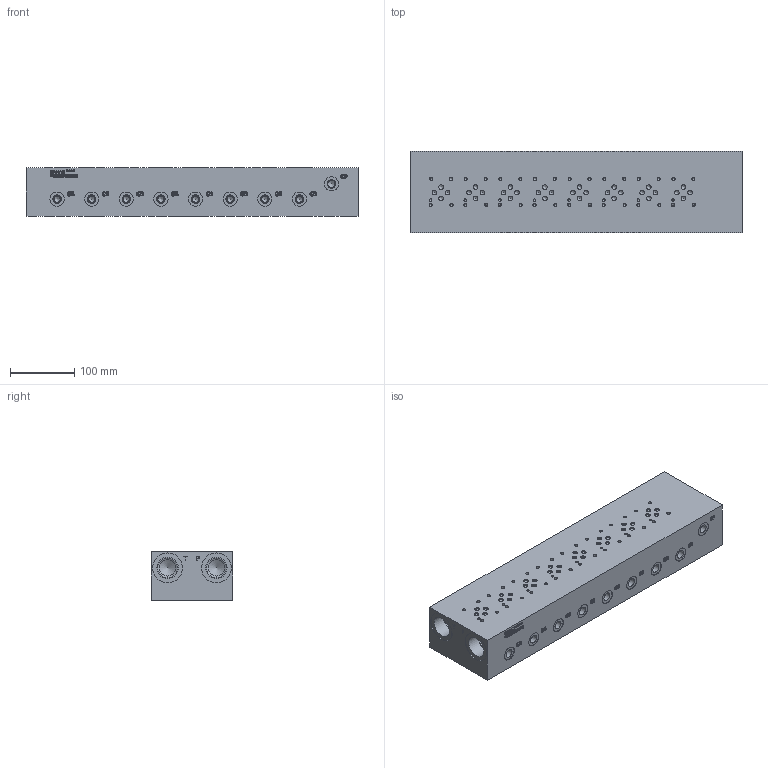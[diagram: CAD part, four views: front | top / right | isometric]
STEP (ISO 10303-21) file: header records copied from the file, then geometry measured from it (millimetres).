
FILE_DESCRIPTION(/* description */ (''),/* implementation_level */ '2;1');
FILE_NAME(/* name */ '_D03HPB082B.stp',/* time_stamp */ '2021-01-28T08:57:39-05:00',/* author */ ('devonn'),/* organization */ (''),/* preprocessor_version */ 'ST-DEVELOPER v17',/* originating_system */ 'Autodesk Inventor 2019',/* authorisation */ '');
FILE_SCHEMA (('AUTOMOTIVE_DESIGN { 1 0 10303 214 3 1 1 }'));
Products named in the file (1): Part_AD03HPB082B_3D
Bounding box: 517.52 x 127 x 76.2 mm (x, y, z)
Volume: 4489552.9 mm3; surface area: 318452.5 mm2
Topology: 1 solids, 1 shells, 2022 faces, 5565 edges, 3802 vertices
Faces by surface type: plane 979, bspline 619, cylinder 271, cone 153
Full cylindrical faces by diameter (mm): 3.962 x8, 4.216 x32, 5.004 x32, 7.137 x32, 8.509 x6, 9.525 x16, 10.008 x6, 11.684 x17, 13.259 x17, 22.123 x17, 22.225 x16, 24.409 x16, 25.4 x4, 26.543 x16, 30.632 x6, 33.401 x6, 37.109 x16, 46.558 x6, 54.381 x2
Entity records: 68867 total; most frequent: CARTESIAN_POINT 19348, ORIENTED_EDGE 10896, DIRECTION 8022, EDGE_CURVE 5448, VERTEX_POINT 3802, LINE 3198, VECTOR 3198, AXIS2_PLACEMENT_3D 2412
